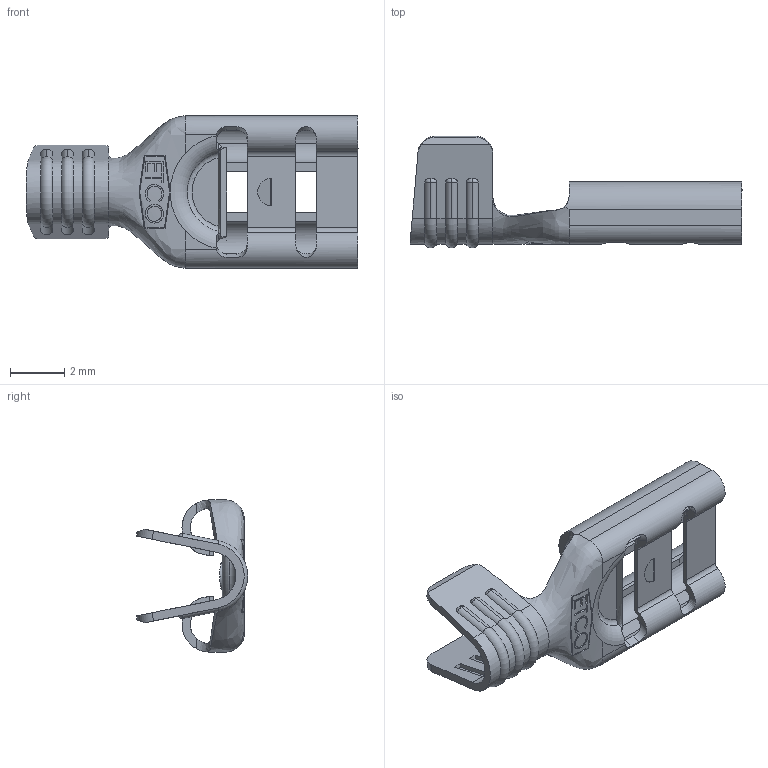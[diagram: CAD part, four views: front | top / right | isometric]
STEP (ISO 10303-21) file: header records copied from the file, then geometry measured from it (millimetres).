
FILE_DESCRIPTION (( 'STEP AP203' ), '1' );
FILE_NAME ('07381.STEP', '2015-02-17T15:58:34', ( '' ), ( '' ), 'SwSTEP 2.0', 'SolidWorks 2014', '' );
FILE_SCHEMA (( 'CONFIG_CONTROL_DESIGN' ));
Length unit declared in the file: inch
Products named in the file (1): 07381
Bounding box: 12.19 x 4.09 x 5.59 mm (x, y, z)
Volume: 34.6 mm3; surface area: 262.9 mm2
Topology: 3 solids, 3 shells, 264 faces, 679 edges, 425 vertices
Faces by surface type: plane 140, cylinder 52, bspline 45, torus 21, cone 6
Entity records: 10605 total; most frequent: CARTESIAN_POINT 4578, ORIENTED_EDGE 1358, DIRECTION 1050, EDGE_CURVE 679, VERTEX_POINT 425, LINE 362, VECTOR 362, AXIS2_PLACEMENT_3D 344
